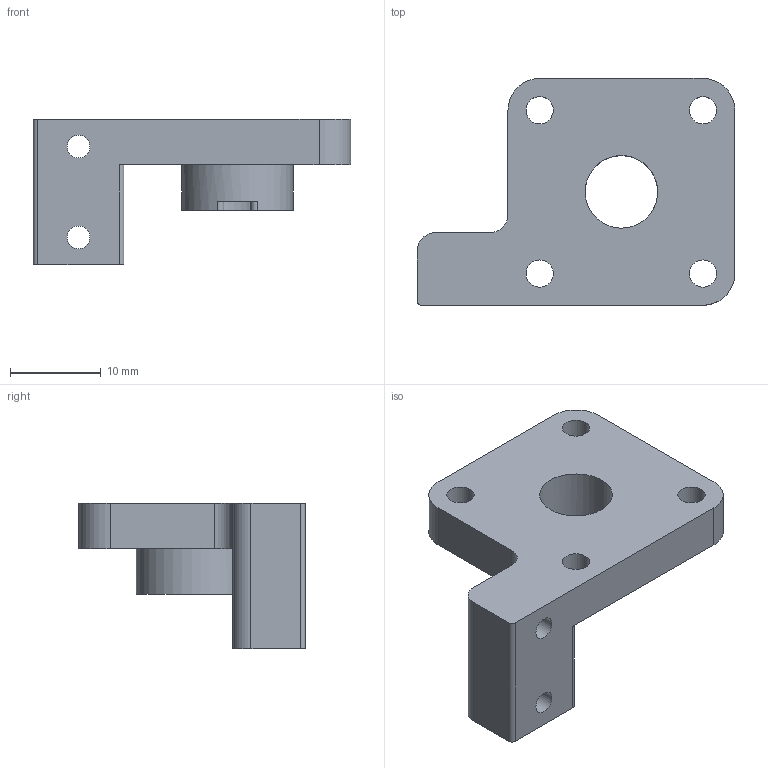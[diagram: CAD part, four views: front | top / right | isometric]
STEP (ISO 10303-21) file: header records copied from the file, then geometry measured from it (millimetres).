
FILE_DESCRIPTION(/* description */ (''),/* implementation_level */ '2;1');
FILE_NAME(/* name */ 'OrmerodMount.stp',/* time_stamp */ '2015-09-04T09:11:14+01:00',/* author */ ('Oliver'),/* organization */ (''),/* preprocessor_version */ 'ST-DEVELOPER v15.6',/* originating_system */ 'Autodesk Inventor 2015',/* authorisation */ '');
FILE_SCHEMA (('AUTOMOTIVE_DESIGN { 1 0 10303 214 3 1 1 }'));
Length unit declared in the file: millimetre
Products named in the file (1): OrmerodMount
Bounding box: 35 x 25 x 16 mm (x, y, z)
Volume: 4210 mm3; surface area: 2913.7 mm2
Topology: 1 solids, 1 shells, 34 faces, 95 edges, 63 vertices
Faces by surface type: cylinder 20, plane 14
Full cylindrical faces by diameter (mm): 2.5 x2, 3 x4, 8 x1, 12.3 x1
Entity records: 1107 total; most frequent: DIRECTION 197, CARTESIAN_POINT 181, ORIENTED_EDGE 170, EDGE_CURVE 85, AXIS2_PLACEMENT_3D 77, VERTEX_POINT 61, EDGE_LOOP 56, LINE 43
